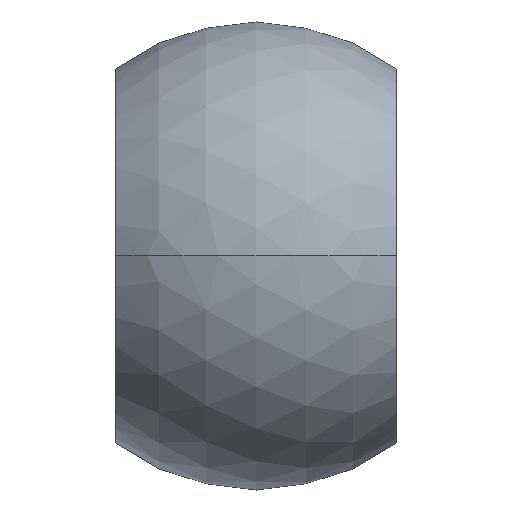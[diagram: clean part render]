
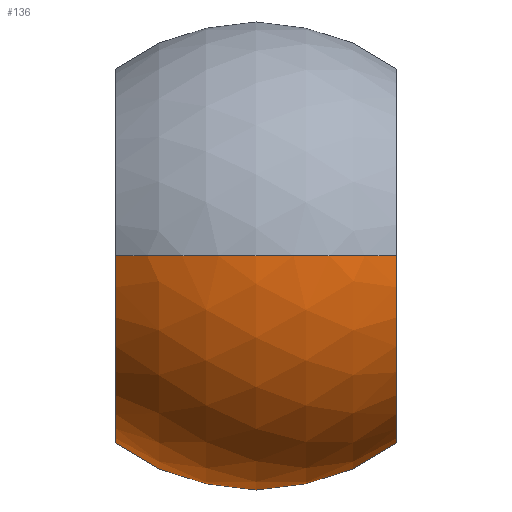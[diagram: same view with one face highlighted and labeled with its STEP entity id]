
A CAD part, left-side view. The second image highlights one B-rep face of the part: STEP entity #136.
In plain terms, the highlighted spherical face has radius 10 mm.
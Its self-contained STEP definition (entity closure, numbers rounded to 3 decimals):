
#136=ADVANCED_FACE('',(#341),#342,.T.);
#146=VERTEX_POINT('',#352);
#150=VERTEX_POINT('',#356);
#166=VERTEX_POINT('',#375);
#170=EDGE_CURVE('',#166,#188,#381,.T.);
#188=VERTEX_POINT('',#401);
#226=EDGE_CURVE('',#150,#188,#444,.T.);
#252=EDGE_CURVE('',#146,#166,#471,.T.);
#274=EDGE_CURVE('',#146,#150,#493,.T.);
#341=FACE_OUTER_BOUND('',#559,.T.);
#342=SPHERICAL_SURFACE('',#560,10.0);
#352=CARTESIAN_POINT('',(-8.,6.,0.));
#356=CARTESIAN_POINT('',(-8.,-6.,0.));
#375=CARTESIAN_POINT('',(7.66,6.0,-2.308));
#381=CIRCLE('',#619,6.429);
#401=CARTESIAN_POINT('',(7.66,-6.0,-2.308));
#444=CIRCLE('',#711,8.0);
#471=CIRCLE('',#764,8.0);
#493=CIRCLE('',#796,10.0);
#559=EDGE_LOOP('',(#896,#897,#898,#899));
#560=AXIS2_PLACEMENT_3D('',#900,#901,#902);
#619=AXIS2_PLACEMENT_3D('',#944,#945,#946);
#711=AXIS2_PLACEMENT_3D('',#1034,#1035,#1036);
#764=AXIS2_PLACEMENT_3D('',#1060,#1061,#1062);
#796=AXIS2_PLACEMENT_3D('',#1070,#1071,#1072);
#896=ORIENTED_EDGE('',*,*,#274,.F.);
#897=ORIENTED_EDGE('',*,*,#252,.T.);
#898=ORIENTED_EDGE('',*,*,#170,.T.);
#899=ORIENTED_EDGE('',*,*,#226,.F.);
#900=CARTESIAN_POINT('',(0.,0.,0.));
#901=DIRECTION('',(0.0,-1.0,0.0));
#902=DIRECTION('',(-1.0,0.0,0.));
#944=CARTESIAN_POINT('',(7.66,0.,0.));
#945=DIRECTION('',(-1.0,0.,0.));
#946=DIRECTION('',(0.,0.0,-1.0));
#1034=CARTESIAN_POINT('',(0.,-6.,0.));
#1035=DIRECTION('',(0.0,-1.0,0.0));
#1036=DIRECTION('',(1.0,0.0,0.));
#1060=CARTESIAN_POINT('',(0.,6.,0.));
#1061=DIRECTION('',(0.0,-1.0,0.0));
#1062=DIRECTION('',(1.0,0.0,0.));
#1070=CARTESIAN_POINT('',(0.,0.,0.));
#1071=DIRECTION('',(0.,-0.0,1.0));
#1072=DIRECTION('',(0.0,1.0,0.0));
